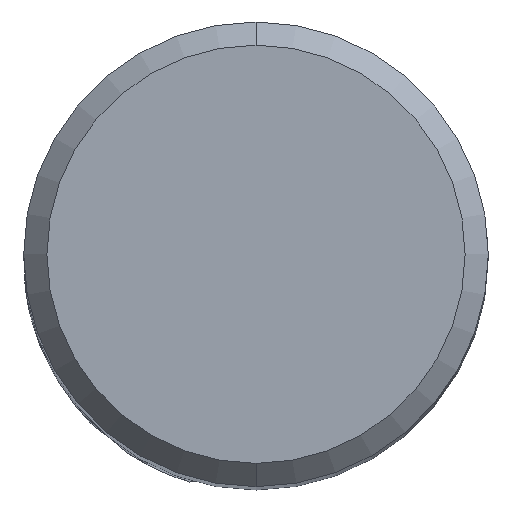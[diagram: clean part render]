
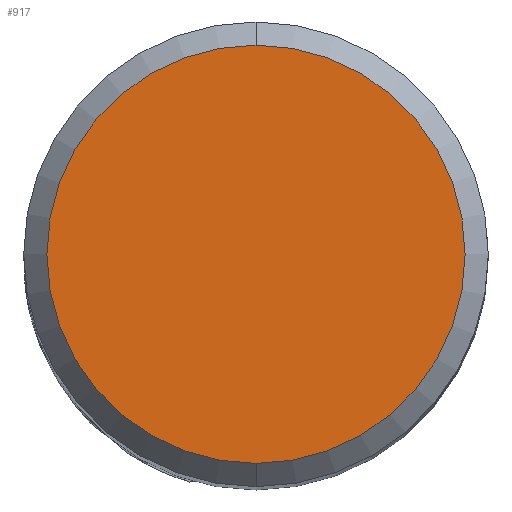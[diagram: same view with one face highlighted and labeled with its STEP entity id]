
A CAD part, top view. The second image highlights one B-rep face of the part: STEP entity #917.
In plain terms, the highlighted planar face has unit normal (0, 0, 1).
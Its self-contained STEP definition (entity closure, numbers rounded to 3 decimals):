
#379=VERTEX_POINT('',#1024);
#631=EDGE_CURVE('',#379,#927,#1300,.T.);
#701=EDGE_CURVE('',#927,#379,#1374,.T.);
#917=ADVANCED_FACE('',(#1617),#1618,.T.);
#927=VERTEX_POINT('',#1628);
#1024=CARTESIAN_POINT('',(0.,-5.4,0.0));
#1300=CIRCLE('',#3339,5.4);
#1374=CIRCLE('',#3546,5.4);
#1617=FACE_OUTER_BOUND('',#4633,.T.);
#1618=PLANE('',#4634);
#1628=CARTESIAN_POINT('',(0.0,5.4,0.0));
#3339=AXIS2_PLACEMENT_3D('',#5260,#5261,#5262);
#3546=AXIS2_PLACEMENT_3D('',#5319,#5320,#5321);
#4633=EDGE_LOOP('',(#5673,#5674));
#4634=AXIS2_PLACEMENT_3D('',#5675,#5676,#5677);
#5260=CARTESIAN_POINT('',(0.0,0.0,0.0));
#5261=DIRECTION('',(0.0,0.0,-1.0));
#5262=DIRECTION('',(0.0,1.0,0.0));
#5319=CARTESIAN_POINT('',(0.0,0.0,0.0));
#5320=DIRECTION('',(0.0,0.0,-1.0));
#5321=DIRECTION('',(0.0,1.0,0.0));
#5673=ORIENTED_EDGE('',*,*,#701,.F.);
#5674=ORIENTED_EDGE('',*,*,#631,.F.);
#5675=CARTESIAN_POINT('',(0.0,2.7,0.0));
#5676=DIRECTION('',(-0.0,0.0,1.0));
#5677=DIRECTION('',(0.0,-1.0,0.0));
